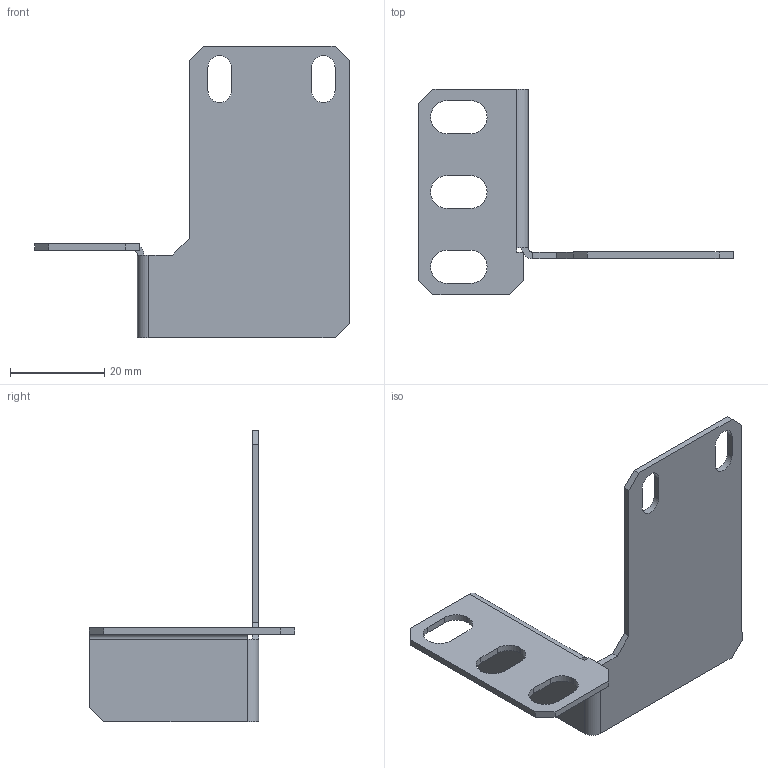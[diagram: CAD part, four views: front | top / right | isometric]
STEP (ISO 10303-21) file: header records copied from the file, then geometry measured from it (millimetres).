
FILE_DESCRIPTION (( 'STEP AP214' ), '1' );
FILE_NAME ('LN35-KRKV-P_.STEP', '2022-10-13T18:13:14', ( '' ), ( '' ), 'SwSTEP 2.0', 'SolidWorks 2022', '' );
FILE_SCHEMA (( 'AUTOMOTIVE_DESIGN' ));
Length unit declared in the file: millimetre
Products named in the file (1): LN35-KRKV-P_
Bounding box: 66.8 x 43.6 x 62 mm (x, y, z)
Volume: 5000.6 mm3; surface area: 7822 mm2
Topology: 1 solids, 1 shells, 58 faces, 152 edges, 96 vertices
Faces by surface type: plane 41, cylinder 17
Entity records: 1816 total; most frequent: CARTESIAN_POINT 307, ORIENTED_EDGE 304, DIRECTION 304, EDGE_CURVE 152, VECTOR 118, LINE 118, VERTEX_POINT 96, AXIS2_PLACEMENT_3D 93
